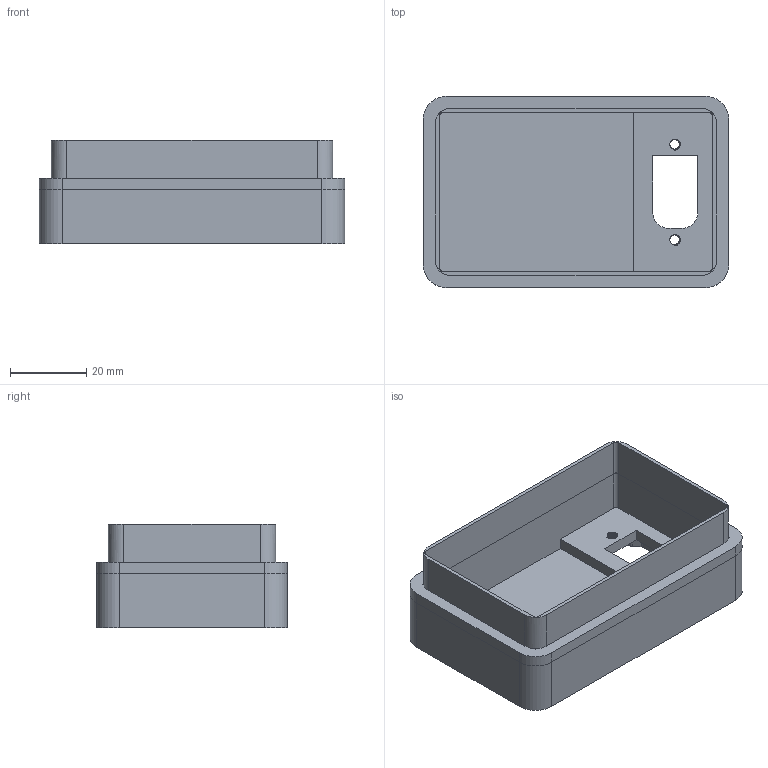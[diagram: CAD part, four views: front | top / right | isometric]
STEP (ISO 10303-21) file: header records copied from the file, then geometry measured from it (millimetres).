
FILE_DESCRIPTION(('FreeCAD Model'),'2;1');
FILE_NAME('Open CASCADE Shape Model','2024-09-12T15:55:41',(''),(''), 'Open CASCADE STEP processor 7.6','FreeCAD','Unknown');
FILE_SCHEMA(('AUTOMOTIVE_DESIGN { 1 0 10303 214 1 1 1 1 }'));
Length unit declared in the file: millimetre
Products named in the file (1): bot plate002
Bounding box: 80 x 50 x 27.2 mm (x, y, z)
Surface area: 19890.4 mm2 (no closed solid volume)
Topology: 0 solids, 1 shells, 143 faces, 358 edges, 216 vertices
Faces by surface type: plane 51, cylinder 50, bspline 42
Full cylindrical faces by diameter (mm): 2.52 x12
Entity records: 8844 total; most frequent: CARTESIAN_POINT 5696, ORIENTED_EDGE 704, DIRECTION 538, EDGE_CURVE 358, VERTEX_POINT 216, AXIS2_PLACEMENT_3D 182, LINE 174, VECTOR 174
